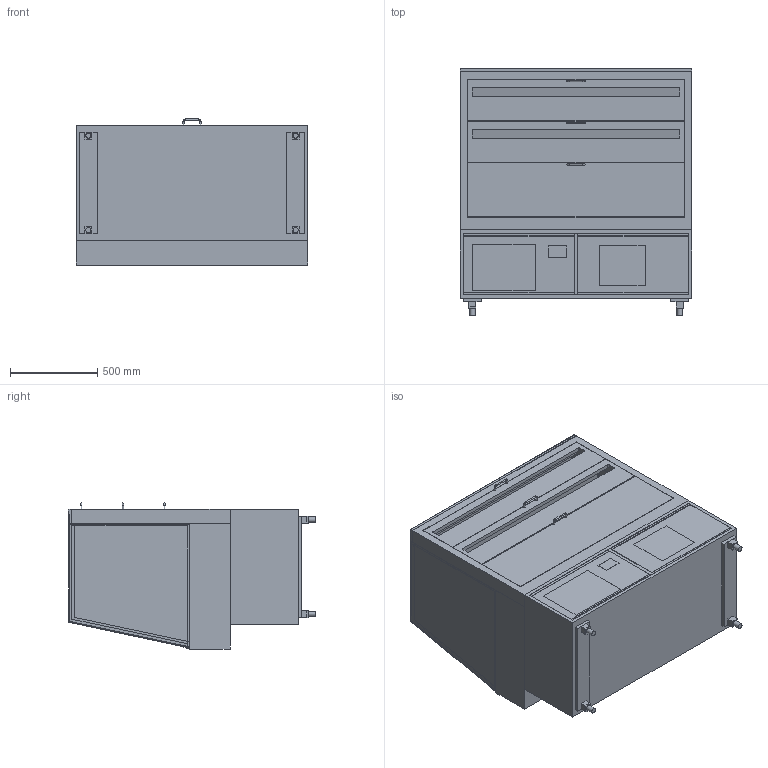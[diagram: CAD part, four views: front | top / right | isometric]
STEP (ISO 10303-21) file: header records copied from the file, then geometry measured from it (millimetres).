
FILE_DESCRIPTION(/* description */ ('Tortenkühlvitrine: eigengekühlt'),/* implementation_level */ '2;1');
FILE_NAME(/* name */ '3D-AKE-00051764.stp',/* time_stamp */ '2024-06-06T13:18:00+02:00',/* author */ ('julian.lux'),/* organization */ (''),/* preprocessor_version */ 'ST-DEVELOPER v18.1',/* originating_system */ 'Autodesk Inventor 2020',/* authorisation */ '');
FILE_SCHEMA (('AUTOMOTIVE_DESIGN { 1 0 10303 214 3 1 1 }'));
Length unit declared in the file: millimetre
Products named in the file (1): 3D-AKE-00051764
Bounding box: 1325 x 1415 x 835 mm (x, y, z)
Volume: 504889405.9 mm3; surface area: 24901735 mm2
Topology: 74 solids, 74 shells, 699 faces, 1649 edges, 1104 vertices
Faces by surface type: plane 615, cylinder 78, torus 6
Full cylindrical faces by diameter (mm): 8 x9, 30 x4
Entity records: 19850 total; most frequent: CARTESIAN_POINT 3453, ORIENTED_EDGE 3298, DIRECTION 3237, EDGE_CURVE 1649, LINE 1461, VECTOR 1461, VERTEX_POINT 1104, AXIS2_PLACEMENT_3D 888
